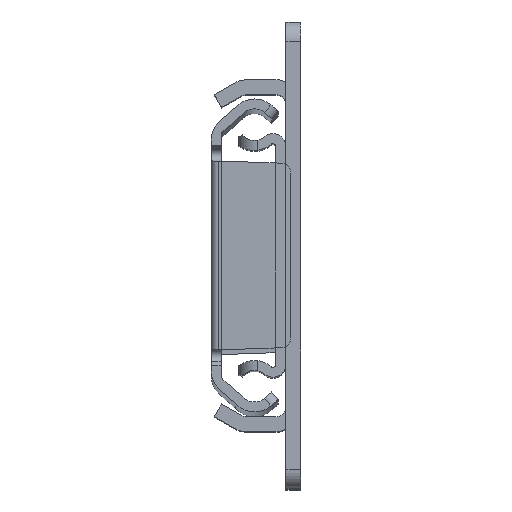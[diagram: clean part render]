
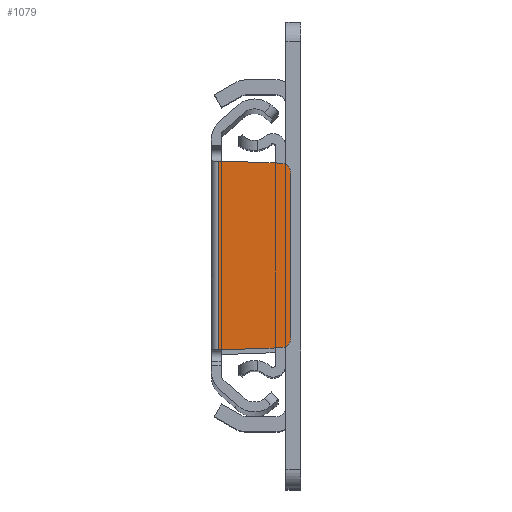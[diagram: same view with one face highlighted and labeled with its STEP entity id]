
A CAD part, top view. The second image highlights one B-rep face of the part: STEP entity #1079.
In plain terms, the highlighted planar face has unit normal (0, 0, 1).
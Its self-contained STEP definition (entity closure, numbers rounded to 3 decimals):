
#164 = VERTEX_POINT ( 'NONE', #5002 ) ;
#206 = LINE ( 'NONE', #1235, #1895 ) ;
#219 = VERTEX_POINT ( 'NONE', #730 ) ;
#257 = EDGE_LOOP ( 'NONE', ( #5306, #3956, #318, #4554, #2731, #6122, #3377, #6056 ) ) ;
#318 = ORIENTED_EDGE ( 'NONE', *, *, #4365, .T. ) ;
#381 = CARTESIAN_POINT ( 'NONE',  ( 12.07, -18.578, 0. ) ) ;
#664 = LINE ( 'NONE', #2630, #3959 ) ;
#670 = VERTEX_POINT ( 'NONE', #381 ) ;
#730 = CARTESIAN_POINT ( 'NONE',  ( 14., 16.579, 0. ) ) ;
#770 = DIRECTION ( 'NONE',  ( 1., 0., 0. ) ) ;
#895 = EDGE_CURVE ( 'NONE', #5160, #670, #206, .T. ) ;
#1079 = ADVANCED_FACE ( 'NONE', ( #3912 ), #2425, .T. ) ;
#1235 = CARTESIAN_POINT ( 'NONE',  ( 0., -19., 0. ) ) ;
#1336 = EDGE_CURVE ( 'NONE', #5468, #4260, #6048, .T. ) ;
#1496 = VERTEX_POINT ( 'NONE', #2817 ) ;
#1639 = CARTESIAN_POINT ( 'NONE',  ( 12.07, 18.578, 0. ) ) ;
#1648 = CARTESIAN_POINT ( 'NONE',  ( 0., 19., 0. ) ) ;
#1733 = CIRCLE ( 'NONE', #2032, 2. ) ;
#1841 = CARTESIAN_POINT ( 'NONE',  ( -2., -19., 0. ) ) ;
#1895 = VECTOR ( 'NONE', #5220, 1000. ) ;
#1970 = CARTESIAN_POINT ( 'NONE',  ( 12., -16.579, 0. ) ) ;
#2032 = AXIS2_PLACEMENT_3D ( 'NONE', #1970, #2152, #770 ) ;
#2152 = DIRECTION ( 'NONE',  ( 0., 0., 1. ) ) ;
#2158 = DIRECTION ( 'NONE',  ( 1., 0., 0. ) ) ;
#2321 = LINE ( 'NONE', #1841, #4268 ) ;
#2362 = CARTESIAN_POINT ( 'NONE',  ( 6.7, 26.325, 0. ) ) ;
#2425 = PLANE ( 'NONE',  #6181 ) ;
#2453 = EDGE_CURVE ( 'NONE', #4413, #219, #4150, .T. ) ;
#2508 = VECTOR ( 'NONE', #5004, 1000. ) ;
#2517 = VECTOR ( 'NONE', #5509, 1000. ) ;
#2630 = CARTESIAN_POINT ( 'NONE',  ( -0.5, 26.325, 0. ) ) ;
#2640 = AXIS2_PLACEMENT_3D ( 'NONE', #2709, #5554, #2158 ) ;
#2709 = CARTESIAN_POINT ( 'NONE',  ( 12., 16.579, 0. ) ) ;
#2731 = ORIENTED_EDGE ( 'NONE', *, *, #5915, .T. ) ;
#2817 = CARTESIAN_POINT ( 'NONE',  ( -0.5, -19., 0. ) ) ;
#2838 = DIRECTION ( 'NONE',  ( 1., 0., 0. ) ) ;
#2877 = EDGE_CURVE ( 'NONE', #164, #4260, #4553, .T. ) ;
#3079 = CARTESIAN_POINT ( 'NONE',  ( 14., 18.51, 0. ) ) ;
#3357 = CARTESIAN_POINT ( 'NONE',  ( 14., -16.579, 0. ) ) ;
#3377 = ORIENTED_EDGE ( 'NONE', *, *, #5484, .T. ) ;
#3912 = FACE_OUTER_BOUND ( 'NONE', #257, .T. ) ;
#3956 = ORIENTED_EDGE ( 'NONE', *, *, #4629, .T. ) ;
#3959 = VECTOR ( 'NONE', #5516, 1000. ) ;
#4150 = LINE ( 'NONE', #3079, #2508 ) ;
#4260 = VERTEX_POINT ( 'NONE', #1648 ) ;
#4268 = VECTOR ( 'NONE', #2838, 1000. ) ;
#4331 = DIRECTION ( 'NONE',  ( 0., 0., 1. ) ) ;
#4333 = VECTOR ( 'NONE', #4716, 1000. ) ;
#4365 = EDGE_CURVE ( 'NONE', #1496, #5160, #2321, .T. ) ;
#4389 = DIRECTION ( 'NONE',  ( 1., 0., 0. ) ) ;
#4413 = VERTEX_POINT ( 'NONE', #3357 ) ;
#4553 = LINE ( 'NONE', #4999, #2517 ) ;
#4554 = ORIENTED_EDGE ( 'NONE', *, *, #895, .T. ) ;
#4629 = EDGE_CURVE ( 'NONE', #164, #1496, #664, .T. ) ;
#4716 = DIRECTION ( 'NONE',  ( -0.999, 0.035, 0. ) ) ;
#4999 = CARTESIAN_POINT ( 'NONE',  ( -2., 19., 0. ) ) ;
#5002 = CARTESIAN_POINT ( 'NONE',  ( -0.5, 19., 0. ) ) ;
#5004 = DIRECTION ( 'NONE',  ( 0., 1., 0. ) ) ;
#5160 = VERTEX_POINT ( 'NONE', #5252 ) ;
#5220 = DIRECTION ( 'NONE',  ( 0.999, 0.035, 0. ) ) ;
#5252 = CARTESIAN_POINT ( 'NONE',  ( 0., -19., 0. ) ) ;
#5306 = ORIENTED_EDGE ( 'NONE', *, *, #2877, .F. ) ;
#5468 = VERTEX_POINT ( 'NONE', #1639 ) ;
#5484 = EDGE_CURVE ( 'NONE', #219, #5468, #5737, .T. ) ;
#5509 = DIRECTION ( 'NONE',  ( 1., 0., 0. ) ) ;
#5516 = DIRECTION ( 'NONE',  ( 0., -1., 0. ) ) ;
#5554 = DIRECTION ( 'NONE',  ( 0., 0., 1. ) ) ;
#5737 = CIRCLE ( 'NONE', #2640, 2. ) ;
#5915 = EDGE_CURVE ( 'NONE', #670, #4413, #1733, .T. ) ;
#6017 = CARTESIAN_POINT ( 'NONE',  ( 0., 19., 0. ) ) ;
#6048 = LINE ( 'NONE', #6017, #4333 ) ;
#6056 = ORIENTED_EDGE ( 'NONE', *, *, #1336, .T. ) ;
#6122 = ORIENTED_EDGE ( 'NONE', *, *, #2453, .T. ) ;
#6181 = AXIS2_PLACEMENT_3D ( 'NONE', #2362, #4331, #4389 ) ;
